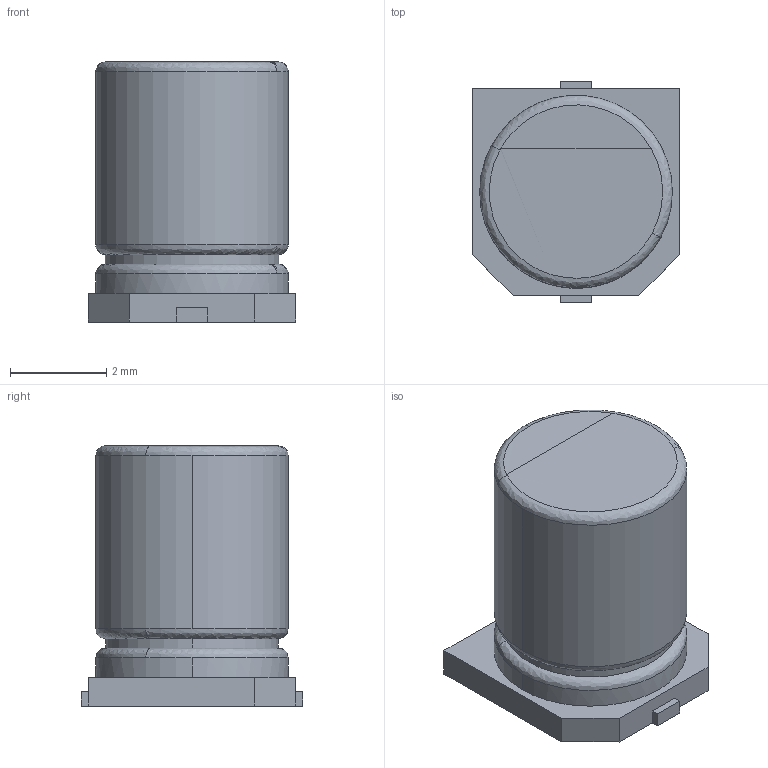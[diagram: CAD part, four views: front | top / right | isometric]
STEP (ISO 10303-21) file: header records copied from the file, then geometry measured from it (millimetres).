
FILE_DESCRIPTION (( 'STEP AP214' ), '1' );
FILE_NAME ('BBCFF1A4-D81D-47E3-A44C-033EF4C4ED19.STEP', '2008-01-23T01:18:31', ( 'sysAdmin' ), ( 'SolidWorks' ), 'SwSTEP 2.0', 'SolidWorks 2008', '' );
FILE_SCHEMA (( 'AUTOMOTIVE_DESIGN' ));
Length unit declared in the file: millimetre
Products named in the file (1): BBCFF1A4-D81D-47E3-A44C-033EF4C4ED19
Bounding box: 4.3 x 4.6 x 5.41 mm (x, y, z)
Volume: 70.3 mm3; surface area: 107.4 mm2
Topology: 1 solids, 1 shells, 32 faces, 91 edges, 62 vertices
Faces by surface type: plane 20, bspline 6, cylinder 6
Entity records: 1393 total; most frequent: CARTESIAN_POINT 479, ORIENTED_EDGE 182, DIRECTION 146, EDGE_CURVE 91, VERTEX_POINT 62, VECTOR 52, LINE 52, AXIS2_PLACEMENT_3D 47
